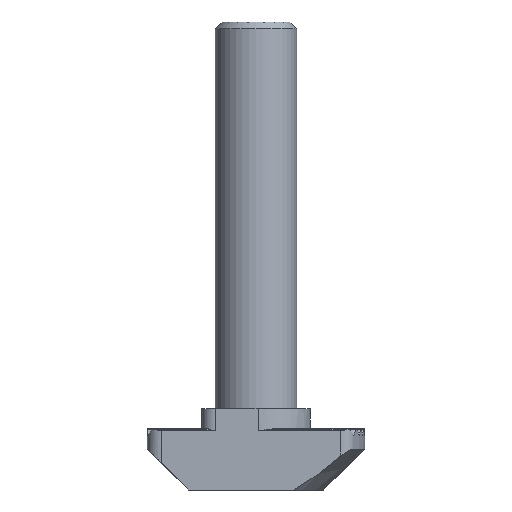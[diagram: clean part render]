
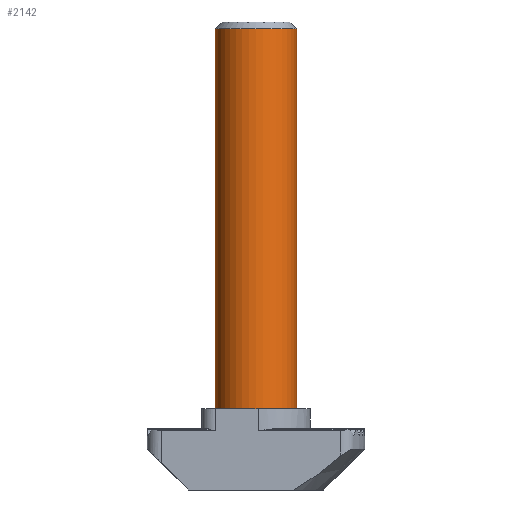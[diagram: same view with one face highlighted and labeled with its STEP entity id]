
A CAD part, front view. The second image highlights one B-rep face of the part: STEP entity #2142.
In plain terms, the highlighted cylindrical face has radius 3 mm (diameter 6 mm), a partial arc.
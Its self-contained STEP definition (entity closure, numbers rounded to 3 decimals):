
#22 = DIRECTION ( 'NONE',  ( 0., 0., -1. ) ) ;
#32 = DIRECTION ( 'NONE',  ( -1., 0., 0. ) ) ;
#67 = EDGE_CURVE ( 'NONE', #2105, #1158, #277, .T. ) ;
#88 = EDGE_CURVE ( 'NONE', #180, #2687, #2561, .T. ) ;
#180 = VERTEX_POINT ( 'NONE', #1733 ) ;
#244 = VECTOR ( 'NONE', #2684, 1000. ) ;
#260 = DIRECTION ( 'NONE',  ( -1., 0., 0. ) ) ;
#277 = CIRCLE ( 'NONE', #1684, 3. ) ;
#300 = EDGE_CURVE ( 'NONE', #1158, #180, #871, .T. ) ;
#311 = DIRECTION ( 'NONE',  ( 0., 0., -1. ) ) ;
#330 = CARTESIAN_POINT ( 'NONE',  ( 0., 0., 34. ) ) ;
#641 = LINE ( 'NONE', #1075, #2986 ) ;
#717 = AXIS2_PLACEMENT_3D ( 'NONE', #1645, #22, #32 ) ;
#871 = LINE ( 'NONE', #2664, #244 ) ;
#873 = CYLINDRICAL_SURFACE ( 'NONE', #717, 3. ) ;
#882 = DIRECTION ( 'NONE',  ( 0., 0., -1. ) ) ;
#926 = ORIENTED_EDGE ( 'NONE', *, *, #1001, .F. ) ;
#954 = ORIENTED_EDGE ( 'NONE', *, *, #88, .T. ) ;
#971 = ORIENTED_EDGE ( 'NONE', *, *, #300, .T. ) ;
#1001 = EDGE_CURVE ( 'NONE', #2105, #2687, #641, .T. ) ;
#1075 = CARTESIAN_POINT ( 'NONE',  ( 3., 0., -0.769 ) ) ;
#1158 = VERTEX_POINT ( 'NONE', #1673 ) ;
#1218 = CARTESIAN_POINT ( 'NONE',  ( 3., 0., 6. ) ) ;
#1599 = AXIS2_PLACEMENT_3D ( 'NONE', #2922, #2690, #2434 ) ;
#1645 = CARTESIAN_POINT ( 'NONE',  ( 0., 0., -0.769 ) ) ;
#1652 = EDGE_LOOP ( 'NONE', ( #926, #2748, #971, #954 ) ) ;
#1673 = CARTESIAN_POINT ( 'NONE',  ( -3., 0., 34. ) ) ;
#1684 = AXIS2_PLACEMENT_3D ( 'NONE', #330, #311, #260 ) ;
#1733 = CARTESIAN_POINT ( 'NONE',  ( -3., 0., 6. ) ) ;
#1748 = FACE_OUTER_BOUND ( 'NONE', #1652, .T. ) ;
#2105 = VERTEX_POINT ( 'NONE', #2305 ) ;
#2142 = ADVANCED_FACE ( 'NONE', ( #1748 ), #873, .T. ) ;
#2305 = CARTESIAN_POINT ( 'NONE',  ( 3., 0., 34. ) ) ;
#2434 = DIRECTION ( 'NONE',  ( -1., 0., 0. ) ) ;
#2561 = CIRCLE ( 'NONE', #1599, 3. ) ;
#2664 = CARTESIAN_POINT ( 'NONE',  ( -3., 0., -0.769 ) ) ;
#2684 = DIRECTION ( 'NONE',  ( 0., 0., -1. ) ) ;
#2687 = VERTEX_POINT ( 'NONE', #1218 ) ;
#2690 = DIRECTION ( 'NONE',  ( 0., 0., 1. ) ) ;
#2748 = ORIENTED_EDGE ( 'NONE', *, *, #67, .T. ) ;
#2922 = CARTESIAN_POINT ( 'NONE',  ( 0., 0., 6. ) ) ;
#2986 = VECTOR ( 'NONE', #882, 1000. ) ;
